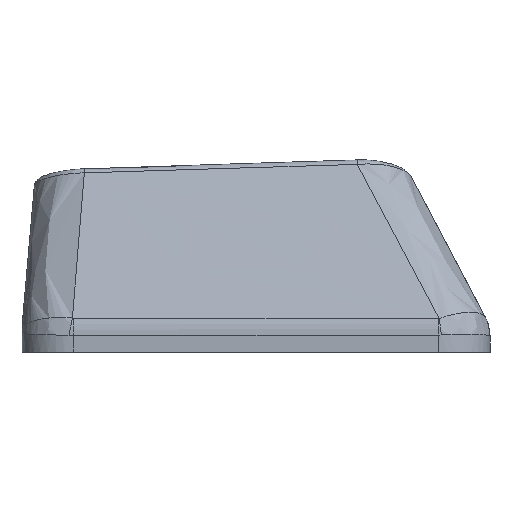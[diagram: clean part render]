
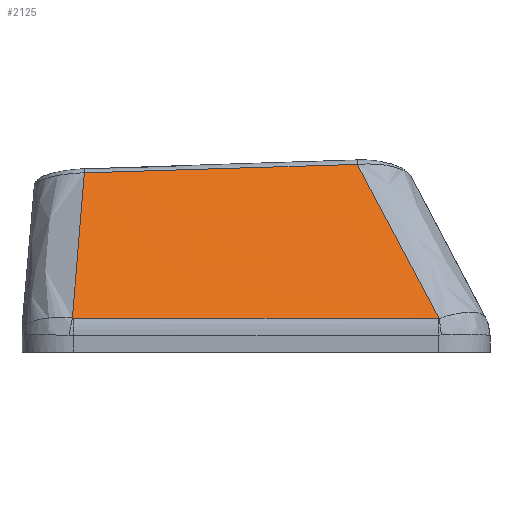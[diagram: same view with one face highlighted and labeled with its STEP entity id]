
A CAD part, left-side view. The second image highlights one B-rep face of the part: STEP entity #2125.
In plain terms, the highlighted free-form (B-spline) face has degree [3, 3] with [4, 4] control points.
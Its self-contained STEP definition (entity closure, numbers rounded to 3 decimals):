
#282=FACE_OUTER_BOUND('',#388,.T.);
#388=EDGE_LOOP('',(#1832,#1833,#1834,#1835,#1836,#1837));
#597=B_SPLINE_CURVE_WITH_KNOTS('',3,(#4930,#4931,#4932,#4933),
 .UNSPECIFIED.,.F.,.F.,(4,4),(0.,0.003),.UNSPECIFIED.);
#598=B_SPLINE_CURVE_WITH_KNOTS('',3,(#4951,#4952,#4953,#4954),
 .UNSPECIFIED.,.F.,.F.,(4,4),(-1.416,0.),.UNSPECIFIED.);
#601=B_SPLINE_CURVE_WITH_KNOTS('',3,(#4984,#4985,#4986,#4987),
 .UNSPECIFIED.,.F.,.F.,(4,4),(0.,0.004),
 .UNSPECIFIED.);
#612=B_SPLINE_CURVE_WITH_KNOTS('',3,(#5220,#5221,#5222,#5223),
 .UNSPECIFIED.,.F.,.F.,(4,4),(0.033,0.767),
 .UNSPECIFIED.);
#642=B_SPLINE_CURVE_WITH_KNOTS('',3,(#5776,#5777,#5778,#5779),
 .UNSPECIFIED.,.F.,.F.,(4,4),(0.,1.059),.UNSPECIFIED.);
#645=B_SPLINE_CURVE_WITH_KNOTS('',3,(#5852,#5853,#5854,#5855),
 .UNSPECIFIED.,.F.,.F.,(4,4),(-0.658,-0.025),
 .UNSPECIFIED.);
#854=VERTEX_POINT('',#4892);
#856=VERTEX_POINT('',#4923);
#858=VERTEX_POINT('',#4950);
#860=VERTEX_POINT('',#4977);
#876=VERTEX_POINT('',#5214);
#916=VERTEX_POINT('',#5774);
#1143=EDGE_CURVE('',#854,#856,#597,.T.);
#1144=EDGE_CURVE('',#856,#858,#598,.T.);
#1149=EDGE_CURVE('',#858,#860,#601,.T.);
#1175=EDGE_CURVE('',#876,#854,#612,.T.);
#1238=EDGE_CURVE('',#916,#876,#642,.T.);
#1242=EDGE_CURVE('',#860,#916,#645,.T.);
#1832=ORIENTED_EDGE('',*,*,#1143,.F.);
#1833=ORIENTED_EDGE('',*,*,#1175,.F.);
#1834=ORIENTED_EDGE('',*,*,#1238,.F.);
#1835=ORIENTED_EDGE('',*,*,#1242,.F.);
#1836=ORIENTED_EDGE('',*,*,#1149,.F.);
#1837=ORIENTED_EDGE('',*,*,#1144,.F.);
#2035=B_SPLINE_SURFACE_WITH_KNOTS('',3,3,((#5836,#5837,#5838,#5839),(#5840,
#5841,#5842,#5843),(#5844,#5845,#5846,#5847),(#5848,#5849,#5850,#5851)),
 .UNSPECIFIED.,.F.,.F.,.F.,(4,4),(4,4),(0.107,0.899),
(0.036,0.954),.UNSPECIFIED.);
#2125=ADVANCED_FACE('',(#282),#2035,.F.);
#4892=CARTESIAN_POINT('',(-8.935,-7.108,0.306));
#4923=CARTESIAN_POINT('',(-8.936,-7.08,0.305));
#4930=CARTESIAN_POINT('Ctrl Pts',(-8.935,-7.108,0.306));
#4931=CARTESIAN_POINT('Ctrl Pts',(-8.936,-7.099,0.305));
#4932=CARTESIAN_POINT('Ctrl Pts',(-8.936,-7.089,0.305));
#4933=CARTESIAN_POINT('Ctrl Pts',(-8.936,-7.08,0.305));
#4950=CARTESIAN_POINT('',(-8.92,7.081,0.319));
#4951=CARTESIAN_POINT('Ctrl Pts',(-8.936,-7.08,0.305));
#4952=CARTESIAN_POINT('Ctrl Pts',(-8.931,-2.359,0.309));
#4953=CARTESIAN_POINT('Ctrl Pts',(-8.926,2.361,0.314));
#4954=CARTESIAN_POINT('Ctrl Pts',(-8.92,7.081,0.319));
#4977=CARTESIAN_POINT('',(-8.918,7.125,0.322));
#4984=CARTESIAN_POINT('Ctrl Pts',(-8.92,7.081,0.319));
#4985=CARTESIAN_POINT('Ctrl Pts',(-8.92,7.096,0.319));
#4986=CARTESIAN_POINT('Ctrl Pts',(-8.919,7.111,0.32));
#4987=CARTESIAN_POINT('Ctrl Pts',(-8.918,7.125,0.322));
#5214=CARTESIAN_POINT('',(-6.097,-3.928,6.285));
#5220=CARTESIAN_POINT('Ctrl Pts',(-6.097,-3.928,6.285));
#5221=CARTESIAN_POINT('Ctrl Pts',(-7.045,-4.99,4.294));
#5222=CARTESIAN_POINT('Ctrl Pts',(-7.991,-6.05,2.3));
#5223=CARTESIAN_POINT('Ctrl Pts',(-8.935,-7.108,0.306));
#5774=CARTESIAN_POINT('',(-6.081,6.661,5.956));
#5776=CARTESIAN_POINT('Ctrl Pts',(-6.081,6.661,5.956));
#5777=CARTESIAN_POINT('Ctrl Pts',(-6.086,3.132,6.067));
#5778=CARTESIAN_POINT('Ctrl Pts',(-6.092,-0.398,
6.177));
#5779=CARTESIAN_POINT('Ctrl Pts',(-6.097,-3.928,6.285));
#5836=CARTESIAN_POINT('Ctrl Pts',(-6.081,7.031,5.944));
#5837=CARTESIAN_POINT('Ctrl Pts',(-7.033,7.062,4.058));
#5838=CARTESIAN_POINT('Ctrl Pts',(-7.984,7.094,2.172));
#5839=CARTESIAN_POINT('Ctrl Pts',(-8.936,7.125,0.286));
#5840=CARTESIAN_POINT('Ctrl Pts',(-6.081,3.26,6.073));
#5841=CARTESIAN_POINT('Ctrl Pts',(-7.033,2.967,4.146));
#5842=CARTESIAN_POINT('Ctrl Pts',(-7.984,2.674,2.219));
#5843=CARTESIAN_POINT('Ctrl Pts',(-8.936,2.381,0.292));
#5844=CARTESIAN_POINT('Ctrl Pts',(-6.081,-0.511,
6.203));
#5845=CARTESIAN_POINT('Ctrl Pts',(-7.033,-1.129,4.235));
#5846=CARTESIAN_POINT('Ctrl Pts',(-7.984,-1.747,2.266));
#5847=CARTESIAN_POINT('Ctrl Pts',(-8.936,-2.364,0.298));
#5848=CARTESIAN_POINT('Ctrl Pts',(-6.081,-4.282,6.332));
#5849=CARTESIAN_POINT('Ctrl Pts',(-7.033,-5.225,4.323));
#5850=CARTESIAN_POINT('Ctrl Pts',(-7.984,-6.167,2.314));
#5851=CARTESIAN_POINT('Ctrl Pts',(-8.936,-7.109,0.305));
#5852=CARTESIAN_POINT('Ctrl Pts',(-8.918,7.125,0.322));
#5853=CARTESIAN_POINT('Ctrl Pts',(-7.97,6.968,2.2));
#5854=CARTESIAN_POINT('Ctrl Pts',(-7.024,6.813,4.078));
#5855=CARTESIAN_POINT('Ctrl Pts',(-6.081,6.661,5.956));
